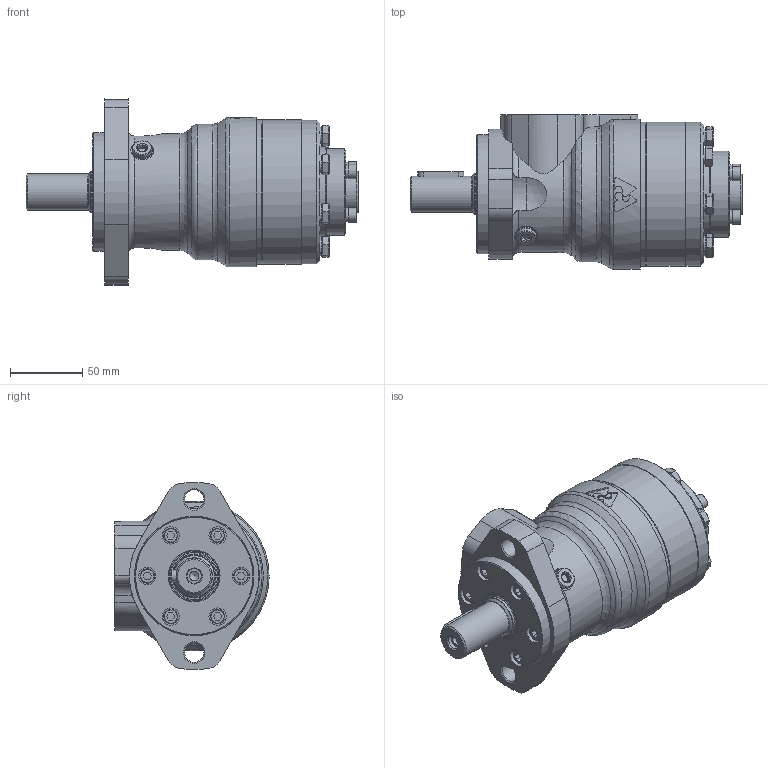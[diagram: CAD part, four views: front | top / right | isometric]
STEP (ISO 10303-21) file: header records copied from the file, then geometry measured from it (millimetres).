
FILE_DESCRIPTION(/* description */ ('STEP AP214'),/* implementation_level */ '2;1');
FILE_NAME(/* name */ 'MR160CDT',/* time_stamp */ '2023-02-13T14:08:51+01:00',/* author */ ('License CC BY-ND 4.0'),/* organization */ ('CADENAS'),/* preprocessor_version */ 'ST-DEVELOPER v18.102',/* originating_system */ 'PARTsolutions',/* authorisation */ ' ');
FILE_SCHEMA (('AUTOMOTIVE_DESIGN {1 0 10303 214 3 1 1}'));
Length unit declared in the file: millimetre
Products named in the file (7): MR160CDT; MRTF; MR160D; MRVP; MPFMF; MPCSH; MRTB
Assembly tree (6 placements, depth 2):
  MR160CDT
    MRTF
    MR160D
    MRVP
    MPFMF
    MPCSH
    MRTB
Bounding box: 230.5 x 107 x 129.82 mm (x, y, z)
Volume: 1221223.1 mm3; surface area: 156556.4 mm2
Topology: 6 solids, 6 shells, 492 faces, 1146 edges, 725 vertices
Faces by surface type: plane 315, cylinder 102, cone 52, torus 21, sphere 2
Full cylindrical faces by diameter (mm): 6.647 x5, 7 x1, 8 x1, 9 x1, 9.3 x4, 10 x11, 11.9 x7, 12 x6, 13 x7, 13.35 x2, 14 x2, 16 x1, 18.631 x2, 20.5 x1, 24 x1, 24.5 x1, 25 x1, 28.56 x1, 29 x1, 30 x1, 32.6 x1, 35 x1, 60 x1, 63 x1, 82.3 x1, 82.5 x1, 82.55 x1, 100 x3, 104 x1
Entity records: 13446 total; most frequent: CARTESIAN_POINT 2737, DIRECTION 2197, ORIENTED_EDGE 1964, EDGE_CURVE 982, AXIS2_PLACEMENT_3D 862, VERTEX_POINT 698, FACE_BOUND 694, EDGE_LOOP 683
